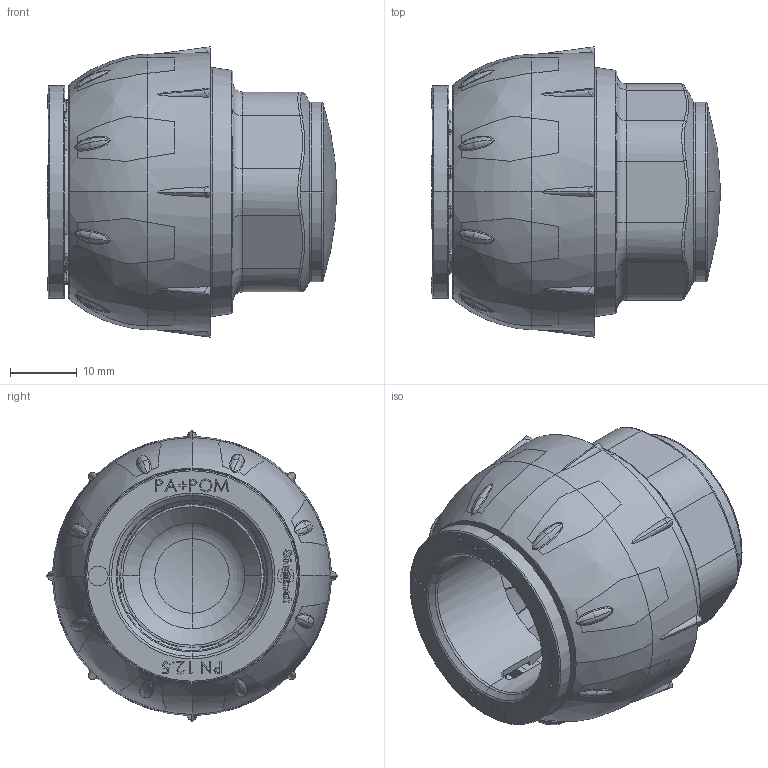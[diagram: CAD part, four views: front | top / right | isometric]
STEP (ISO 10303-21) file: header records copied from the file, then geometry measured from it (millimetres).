
FILE_DESCRIPTION (( 'STEP AP214' ), '1' );
FILE_NAME ('R221.022.000.STEP', '2019-10-24T14:18:46', ( '' ), ( '' ), 'SwSTEP 2.0', 'SolidWorks 2018', '' );
FILE_SCHEMA (( 'AUTOMOTIVE_DESIGN' ));
Length unit declared in the file: millimetre
Products named in the file (7): R221.022.000-L; R209.022.002; R216.022.000; R209.022.001; OR_21.5x2.5; R221.022.000; R209.022.003
Assembly tree (6 placements, depth 2):
  R221.022.000
    R221.022.000-L
    R209.022.001
    R209.022.002
    R209.022.003
    OR_21.5x2.5
    R216.022.000
Bounding box: 43.45 x 43.64 x 43.64 mm (x, y, z)
Volume: 23467.3 mm3; surface area: 20571.2 mm2
Topology: 6 solids, 6 shells, 1078 faces, 2954 edges, 1910 vertices
Faces by surface type: bspline 325, plane 285, cylinder 267, torus 121, cone 62, sphere 18
Entity records: 48396 total; most frequent: CARTESIAN_POINT 24073, ORIENTED_EDGE 5856, DIRECTION 3814, EDGE_CURVE 2928, VERTEX_POINT 1906, AXIS2_PLACEMENT_3D 1439, B_SPLINE_CURVE_WITH_KNOTS 1283, EDGE_LOOP 1132
